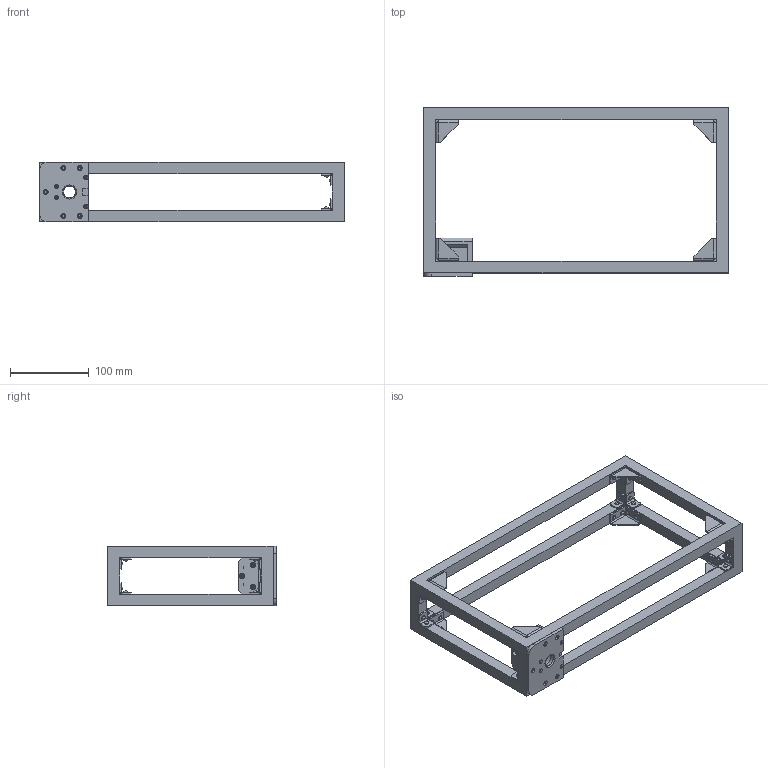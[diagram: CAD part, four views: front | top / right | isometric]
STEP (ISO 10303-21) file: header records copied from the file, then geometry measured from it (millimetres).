
FILE_DESCRIPTION(('STEP AP214'), '1');
FILE_NAME('gear_box_partA', '', ('UNSPECIFIED'), ('UNSPECIFIED'), 'C3D Converter', 'C3D Toolkit', '');
FILE_SCHEMA(('AUTOMOTIVE_DESIGN { 1 0 10303 214 3 1 1}'));
Length unit declared in the file: millimetre
Products named in the file (5): -10
Assembly tree (26 placements, depth 3):
  -10
    (unnamed)
      (unnamed)
      (unnamed)  x8
      (unnamed)  x16
Bounding box: 387.1 x 214 x 76 mm (x, y, z)
Volume: 639052.7 mm3; surface area: 207868.3 mm2
Topology: 26 solids, 26 shells, 914 faces, 2040 edges, 1240 vertices
Faces by surface type: plane 500, cylinder 335, sphere 65, cone 14
Full cylindrical faces by diameter (mm): 2.5 x4, 3.15 x4, 3.25 x64, 3.3 x5, 4 x4, 5.5 x64, 6.5 x4, 8.3 x1, 15.24 x1, 22.08 x1, 23.7 x1
Entity records: 6793 total; most frequent: CARTESIAN_POINT 1347, DIRECTION 990, ORIENTED_EDGE 824, EDGE_CURVE 412, AXIS2_PLACEMENT_3D 364, EDGE_LOOP 298, VERTEX_POINT 286, LINE 262
